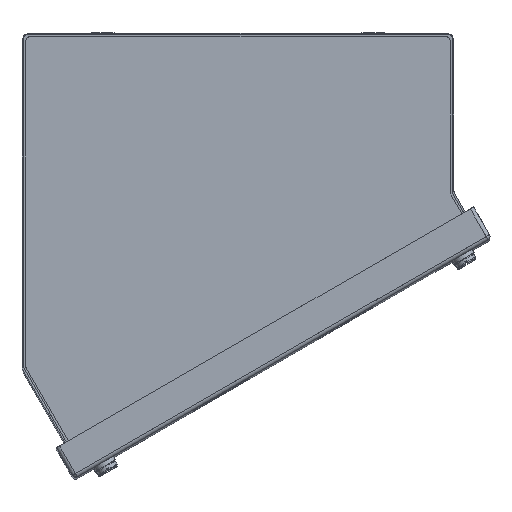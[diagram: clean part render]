
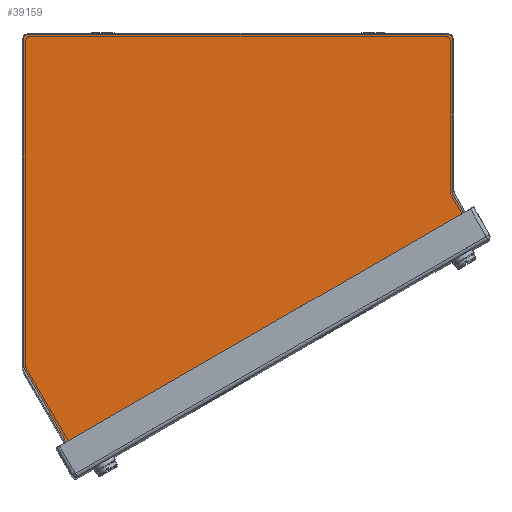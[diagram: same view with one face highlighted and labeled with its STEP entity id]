
A CAD part, top view. The second image highlights one B-rep face of the part: STEP entity #39159.
In plain terms, the highlighted planar face has unit normal (0, 0, 1).
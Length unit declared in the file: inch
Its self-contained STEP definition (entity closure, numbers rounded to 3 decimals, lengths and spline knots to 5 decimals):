
#927 = ORIENTED_EDGE ( 'NONE', *, *, #14882, .F. ) ;
#2497 = ORIENTED_EDGE ( 'NONE', *, *, #35773, .T. ) ;
#2902 = CARTESIAN_POINT ( 'NONE',  ( -3.36, -2.74776, 7.62484 ) ) ;
#3332 = ORIENTED_EDGE ( 'NONE', *, *, #17415, .T. ) ;
#3346 = EDGE_CURVE ( 'NONE', #27341, #33591, #43225, .T. ) ;
#4154 = AXIS2_PLACEMENT_3D ( 'NONE', #5968, #33574, #34085 ) ;
#4279 = ORIENTED_EDGE ( 'NONE', *, *, #17851, .T. ) ;
#5392 = DIRECTION ( 'NONE',  ( -1., 0., 0. ) ) ;
#5968 = CARTESIAN_POINT ( 'NONE',  ( -3.32, 2.4303, 7.62484 ) ) ;
#6034 = DIRECTION ( 'NONE',  ( 0.5, -0.866, 0. ) ) ;
#6755 = VERTEX_POINT ( 'NONE', #30102 ) ;
#8071 = ORIENTED_EDGE ( 'NONE', *, *, #15029, .T. ) ;
#8761 = CARTESIAN_POINT ( 'NONE',  ( 3.32, 2.4303, 7.62484 ) ) ;
#8864 = VERTEX_POINT ( 'NONE', #15571 ) ;
#9309 = CIRCLE ( 'NONE', #4154, 0.04 ) ;
#10927 = CARTESIAN_POINT ( 'NONE',  ( -3.32, 2.4703, 7.62484 ) ) ;
#10939 = AXIS2_PLACEMENT_3D ( 'NONE', #18348, #15099, #51798 ) ;
#12775 = PLANE ( 'NONE',  #42935 ) ;
#14605 = DIRECTION ( 'NONE',  ( 1., 0., 0. ) ) ;
#14882 = EDGE_CURVE ( 'NONE', #23203, #46398, #46008, .T. ) ;
#15029 = EDGE_CURVE ( 'NONE', #6755, #46889, #25573, .T. ) ;
#15099 = DIRECTION ( 'NONE',  ( 0., 0., 1. ) ) ;
#15571 = CARTESIAN_POINT ( 'NONE',  ( 3.71584, -0.62438, 7.62484 ) ) ;
#16136 = CARTESIAN_POINT ( 'NONE',  ( 3.74584, -0.67634, 7.62484 ) ) ;
#16326 = CARTESIAN_POINT ( 'NONE',  ( -3.36, 2.4303, 7.62484 ) ) ;
#17082 = FACE_OUTER_BOUND ( 'NONE', #18438, .T. ) ;
#17415 = EDGE_CURVE ( 'NONE', #8864, #46398, #48523, .T. ) ;
#17851 = EDGE_CURVE ( 'NONE', #26620, #51898, #41919, .T. ) ;
#18348 = CARTESIAN_POINT ( 'NONE',  ( 3.4, 0.00268, 7.62484 ) ) ;
#18438 = EDGE_LOOP ( 'NONE', ( #51328, #42627, #3332, #927, #38006, #22734, #8071, #37328, #4279, #2497 ) ) ;
#19563 = CARTESIAN_POINT ( 'NONE',  ( 3.09119, -0.98502, 7.62484 ) ) ;
#20187 = DIRECTION ( 'NONE',  ( -0.5, 0.866, 0. ) ) ;
#20201 = DIRECTION ( 'NONE',  ( 0., 1., 0. ) ) ;
#21276 = LINE ( 'NONE', #37546, #29442 ) ;
#21341 = CARTESIAN_POINT ( 'NONE',  ( -3.32, -2.74776, 7.62484 ) ) ;
#21645 = DIRECTION ( 'NONE',  ( 0., -1., 0. ) ) ;
#21907 = CARTESIAN_POINT ( 'NONE',  ( -3.35464, -2.76776, 7.62484 ) ) ;
#22734 = ORIENTED_EDGE ( 'NONE', *, *, #35625, .T. ) ;
#23203 = VERTEX_POINT ( 'NONE', #50282 ) ;
#23402 = AXIS2_PLACEMENT_3D ( 'NONE', #21341, #25108, #48861 ) ;
#24923 = DIRECTION ( 'NONE',  ( 1., 0., 0. ) ) ;
#25108 = DIRECTION ( 'NONE',  ( 0., 0., 1. ) ) ;
#25573 = LINE ( 'NONE', #32762, #32375 ) ;
#26620 = VERTEX_POINT ( 'NONE', #16326 ) ;
#27341 = VERTEX_POINT ( 'NONE', #38278 ) ;
#28557 = CIRCLE ( 'NONE', #23402, 0.04 ) ;
#29442 = VECTOR ( 'NONE', #20201, 39.37008 ) ;
#30102 = CARTESIAN_POINT ( 'NONE',  ( 3.32, 2.4703, 7.62484 ) ) ;
#30834 = VECTOR ( 'NONE', #40635, 39.37008 ) ;
#31527 = CARTESIAN_POINT ( 'NONE',  ( 3.36, 2.4303, 7.62484 ) ) ;
#32375 = VECTOR ( 'NONE', #5392, 39.37008 ) ;
#32762 = CARTESIAN_POINT ( 'NONE',  ( 3.32, 2.4703, 7.62484 ) ) ;
#33144 = EDGE_CURVE ( 'NONE', #33591, #8864, #53015, .T. ) ;
#33574 = DIRECTION ( 'NONE',  ( 0., 0., 1. ) ) ;
#33591 = VERTEX_POINT ( 'NONE', #50481 ) ;
#34085 = DIRECTION ( 'NONE',  ( 1., 0., 0. ) ) ;
#35625 = EDGE_CURVE ( 'NONE', #36393, #6755, #41287, .T. ) ;
#35773 = EDGE_CURVE ( 'NONE', #51898, #27341, #28557, .T. ) ;
#36043 = EDGE_CURVE ( 'NONE', #23203, #36393, #21276, .T. ) ;
#36393 = VERTEX_POINT ( 'NONE', #31527 ) ;
#37328 = ORIENTED_EDGE ( 'NONE', *, *, #45060, .T. ) ;
#37546 = CARTESIAN_POINT ( 'NONE',  ( 3.36, 0.00268, 7.62484 ) ) ;
#38006 = ORIENTED_EDGE ( 'NONE', *, *, #36043, .T. ) ;
#38278 = CARTESIAN_POINT ( 'NONE',  ( -3.35464, -2.76776, 7.62484 ) ) ;
#38439 = DIRECTION ( 'NONE',  ( 0., 0., 1. ) ) ;
#39159 = ADVANCED_FACE ( 'NONE', ( #17082 ), #12775, .T. ) ;
#40635 = DIRECTION ( 'NONE',  ( 0.866, 0.5, 0. ) ) ;
#41287 = CIRCLE ( 'NONE', #44678, 0.04 ) ;
#41919 = LINE ( 'NONE', #49972, #50161 ) ;
#42627 = ORIENTED_EDGE ( 'NONE', *, *, #33144, .T. ) ;
#42935 = AXIS2_PLACEMENT_3D ( 'NONE', #46217, #45178, #24923 ) ;
#43225 = LINE ( 'NONE', #21907, #44177 ) ;
#44177 = VECTOR ( 'NONE', #6034, 39.37008 ) ;
#44678 = AXIS2_PLACEMENT_3D ( 'NONE', #8761, #38439, #14605 ) ;
#45060 = EDGE_CURVE ( 'NONE', #46889, #26620, #9309, .T. ) ;
#45178 = DIRECTION ( 'NONE',  ( 0., 0., 1. ) ) ;
#46008 = CIRCLE ( 'NONE', #10939, 0.04 ) ;
#46217 = CARTESIAN_POINT ( 'NONE',  ( 3.32, 2.4303, 7.62484 ) ) ;
#46398 = VERTEX_POINT ( 'NONE', #49110 ) ;
#46889 = VERTEX_POINT ( 'NONE', #10927 ) ;
#48523 = LINE ( 'NONE', #16136, #50966 ) ;
#48861 = DIRECTION ( 'NONE',  ( 1., 0., 0. ) ) ;
#49110 = CARTESIAN_POINT ( 'NONE',  ( 3.36536, -0.01732, 7.62484 ) ) ;
#49972 = CARTESIAN_POINT ( 'NONE',  ( -3.36, 2.4303, 7.62484 ) ) ;
#50161 = VECTOR ( 'NONE', #21645, 39.37008 ) ;
#50282 = CARTESIAN_POINT ( 'NONE',  ( 3.36, 0.00268, 7.62484 ) ) ;
#50481 = CARTESIAN_POINT ( 'NONE',  ( -2.51513, -4.22183, 7.62484 ) ) ;
#50966 = VECTOR ( 'NONE', #20187, 39.37008 ) ;
#51328 = ORIENTED_EDGE ( 'NONE', *, *, #3346, .T. ) ;
#51798 = DIRECTION ( 'NONE',  ( 1., 0., 0. ) ) ;
#51898 = VERTEX_POINT ( 'NONE', #2902 ) ;
#53015 = LINE ( 'NONE', #19563, #30834 ) ;
